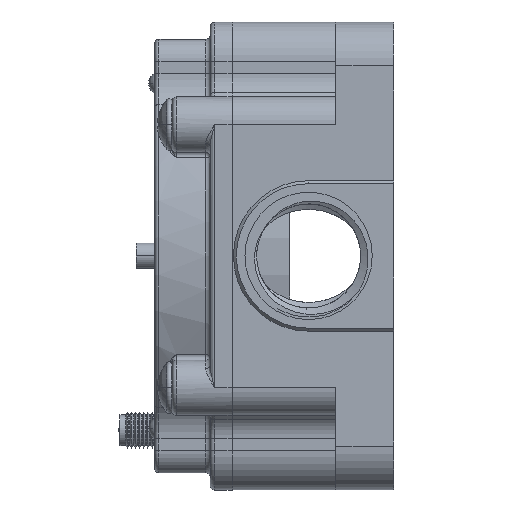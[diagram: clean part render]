
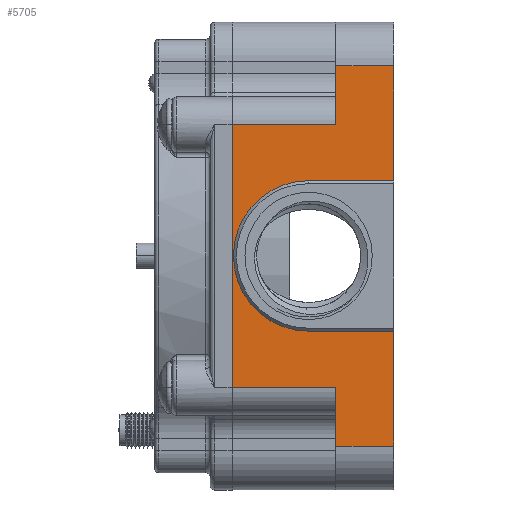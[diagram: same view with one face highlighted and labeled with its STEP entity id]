
A CAD part, left-side view. The second image highlights one B-rep face of the part: STEP entity #5705.
In plain terms, the highlighted planar face has unit normal (-1, 0, 0).
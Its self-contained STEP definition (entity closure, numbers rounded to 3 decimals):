
#1118=DIRECTION('',(0.,0.,1.));
#1119=VECTOR('',#1118,45.466);
#1120=CARTESIAN_POINT('',(-40.07,27.9,-22.733));
#1121=LINE('',#1120,#1119);
#1300=DIRECTION('',(0.,0.,1.));
#1301=VECTOR('',#1300,10.121);
#1302=CARTESIAN_POINT('',(-40.07,10.,22.733));
#1303=LINE('',#1302,#1301);
#1334=DIRECTION('',(0.,0.,1.));
#1335=VECTOR('',#1334,10.121);
#1336=CARTESIAN_POINT('',(-40.07,10.,-32.854));
#1337=LINE('',#1336,#1335);
#1451=DIRECTION('',(0.,1.,0.));
#1452=VECTOR('',#1451,17.9);
#1453=CARTESIAN_POINT('',(-40.07,10.,22.733));
#1454=LINE('',#1453,#1452);
#1455=DIRECTION('',(0.,1.,0.));
#1456=VECTOR('',#1455,14.69);
#1457=CARTESIAN_POINT('',(-40.07,0.,-13.));
#1458=LINE('',#1457,#1456);
#1459=DIRECTION('',(0.,0.,-1.));
#1460=VECTOR('',#1459,19.854);
#1461=CARTESIAN_POINT('',(-40.07,0.,-13.));
#1462=LINE('',#1461,#1460);
#1463=DIRECTION('',(0.,1.,0.));
#1464=VECTOR('',#1463,10.);
#1465=CARTESIAN_POINT('',(-40.07,0.,-32.854));
#1466=LINE('',#1465,#1464);
#1467=DIRECTION('',(0.,1.,0.));
#1468=VECTOR('',#1467,17.9);
#1469=CARTESIAN_POINT('',(-40.07,10.,-22.733));
#1470=LINE('',#1469,#1468);
#1471=DIRECTION('',(0.,0.,-1.));
#1472=VECTOR('',#1471,19.854);
#1473=CARTESIAN_POINT('',(-40.07,0.,32.854));
#1474=LINE('',#1473,#1472);
#1475=DIRECTION('',(0.,1.,0.));
#1476=VECTOR('',#1475,14.69);
#1477=CARTESIAN_POINT('',(-40.07,0.,13.));
#1478=LINE('',#1477,#1476);
#1479=CARTESIAN_POINT('',(-40.07,14.69,0.));
#1480=DIRECTION('',(-1.,0.,0.));
#1481=DIRECTION('',(0.,0.,1.));
#1482=AXIS2_PLACEMENT_3D('',#1479,#1480,#1481);
#2584=DIRECTION('',(0.,1.,0.));
#2585=VECTOR('',#2584,10.);
#2586=CARTESIAN_POINT('',(-40.07,0.,32.854));
#2587=LINE('',#2586,#2585);
#3348=CARTESIAN_POINT('',(-40.07,0.,32.854));
#3350=VERTEX_POINT('',#3348);
#3361=CARTESIAN_POINT('',(-40.07,0.,-32.854));
#3363=VERTEX_POINT('',#3361);
#3364=CARTESIAN_POINT('',(-40.07,10.,32.854));
#3366=VERTEX_POINT('',#3364);
#3377=CARTESIAN_POINT('',(-40.07,10.,-32.854));
#3379=VERTEX_POINT('',#3377);
#3392=CARTESIAN_POINT('',(-40.07,10.,-22.733));
#3393=VERTEX_POINT('',#3392);
#3394=CARTESIAN_POINT('',(-40.07,10.,22.733));
#3395=VERTEX_POINT('',#3394);
#3529=CARTESIAN_POINT('',(-40.07,27.9,-22.733));
#3531=VERTEX_POINT('',#3529);
#3532=CARTESIAN_POINT('',(-40.07,27.9,22.733));
#3533=VERTEX_POINT('',#3532);
#3564=CARTESIAN_POINT('',(-40.07,0.,-13.));
#3565=CARTESIAN_POINT('',(-40.07,14.69,-13.));
#3566=VERTEX_POINT('',#3564);
#3567=VERTEX_POINT('',#3565);
#3568=CARTESIAN_POINT('',(-40.07,0.,13.));
#3569=CARTESIAN_POINT('',(-40.07,14.69,13.));
#3570=VERTEX_POINT('',#3568);
#3571=VERTEX_POINT('',#3569);
#5680=CARTESIAN_POINT('',(-40.07,0.,-32.854));
#5681=DIRECTION('',(-1.,0.,0.));
#5682=DIRECTION('',(0.,0.,1.));
#5683=AXIS2_PLACEMENT_3D('',#5680,#5681,#5682);
#5684=PLANE('',#5683);
#5686=ORIENTED_EDGE('',*,*,#5685,.F.);
#5687=ORIENTED_EDGE('',*,*,#4093,.T.);
#5689=ORIENTED_EDGE('',*,*,#5688,.T.);
#5690=ORIENTED_EDGE('',*,*,#5555,.T.);
#5692=ORIENTED_EDGE('',*,*,#5691,.T.);
#5693=ORIENTED_EDGE('',*,*,#5346,.T.);
#5694=ORIENTED_EDGE('',*,*,#5673,.F.);
#5695=ORIENTED_EDGE('',*,*,#5452,.T.);
#5697=ORIENTED_EDGE('',*,*,#5696,.F.);
#5698=ORIENTED_EDGE('',*,*,#4105,.T.);
#5700=ORIENTED_EDGE('',*,*,#5699,.T.);
#5702=ORIENTED_EDGE('',*,*,#5701,.T.);
#5703=EDGE_LOOP('',(#5686,#5687,#5689,#5690,#5692,#5693,#5694,#5695,#5697,#5698,
#5700,#5702));
#5704=FACE_OUTER_BOUND('',#5703,.F.);
#5705=ADVANCED_FACE('',(#5704),#5684,.T.);
#1483=CIRCLE('',#1482,13.);
#4093=EDGE_CURVE('',#3566,#3363,#1462,.T.);
#4105=EDGE_CURVE('',#3350,#3570,#1474,.T.);
#5346=EDGE_CURVE('',#3531,#3533,#1121,.T.);
#5452=EDGE_CURVE('',#3395,#3366,#1303,.T.);
#5555=EDGE_CURVE('',#3379,#3393,#1337,.T.);
#5673=EDGE_CURVE('',#3395,#3533,#1454,.T.);
#5685=EDGE_CURVE('',#3566,#3567,#1458,.T.);
#5688=EDGE_CURVE('',#3363,#3379,#1466,.T.);
#5691=EDGE_CURVE('',#3393,#3531,#1470,.T.);
#5696=EDGE_CURVE('',#3350,#3366,#2587,.T.);
#5699=EDGE_CURVE('',#3570,#3571,#1478,.T.);
#5701=EDGE_CURVE('',#3571,#3567,#1483,.T.);
